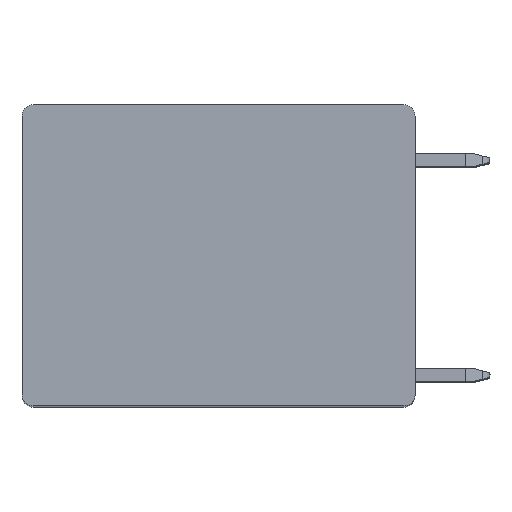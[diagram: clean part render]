
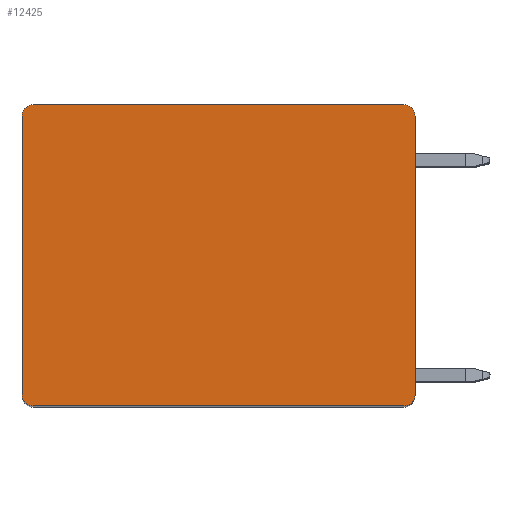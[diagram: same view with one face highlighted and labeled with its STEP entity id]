
A CAD part, top view. The second image highlights one B-rep face of the part: STEP entity #12425.
In plain terms, the highlighted planar face has unit normal (0, 0, 1).
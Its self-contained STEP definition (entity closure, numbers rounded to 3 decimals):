
#3305=CARTESIAN_POINT('',(-11.375,8.55,50.55));
#3306=DIRECTION('',(0.,0.,1.));
#3307=DIRECTION('',(0.,1.,0.));
#3308=AXIS2_PLACEMENT_3D('',#3305,#3306,#3307);
#3310=DIRECTION('',(-1.,0.,0.));
#3311=VECTOR('',#3310,22.75);
#3312=CARTESIAN_POINT('',(11.375,9.25,50.55));
#3313=LINE('',#3312,#3311);
#3314=CARTESIAN_POINT('',(11.375,8.55,50.55));
#3315=DIRECTION('',(0.,0.,1.));
#3316=DIRECTION('',(1.,0.,0.));
#3317=AXIS2_PLACEMENT_3D('',#3314,#3315,#3316);
#3319=DIRECTION('',(0.,1.,0.));
#3320=VECTOR('',#3319,17.1);
#3321=CARTESIAN_POINT('',(12.075,-8.55,50.55));
#3322=LINE('',#3321,#3320);
#3323=CARTESIAN_POINT('',(11.375,-8.55,50.55));
#3324=DIRECTION('',(0.,0.,1.));
#3325=DIRECTION('',(0.,-1.,0.));
#3326=AXIS2_PLACEMENT_3D('',#3323,#3324,#3325);
#3328=DIRECTION('',(1.,0.,0.));
#3329=VECTOR('',#3328,22.75);
#3330=CARTESIAN_POINT('',(-11.375,-9.25,50.55));
#3331=LINE('',#3330,#3329);
#3332=CARTESIAN_POINT('',(-11.375,-8.55,50.55));
#3333=DIRECTION('',(0.,0.,1.));
#3334=DIRECTION('',(-1.,0.,0.));
#3335=AXIS2_PLACEMENT_3D('',#3332,#3333,#3334);
#3337=DIRECTION('',(0.,-1.,0.));
#3338=VECTOR('',#3337,17.1);
#3339=CARTESIAN_POINT('',(-12.075,8.55,50.55));
#3340=LINE('',#3339,#3338);
#6735=CARTESIAN_POINT('',(-11.375,9.25,50.55));
#6736=CARTESIAN_POINT('',(-12.075,8.55,50.55));
#6737=VERTEX_POINT('',#6735);
#6738=VERTEX_POINT('',#6736);
#6743=CARTESIAN_POINT('',(12.075,8.55,50.55));
#6744=VERTEX_POINT('',#6743);
#6745=CARTESIAN_POINT('',(11.375,9.25,50.55));
#6746=VERTEX_POINT('',#6745);
#6751=CARTESIAN_POINT('',(11.375,-9.25,50.55));
#6752=VERTEX_POINT('',#6751);
#6753=CARTESIAN_POINT('',(12.075,-8.55,50.55));
#6754=VERTEX_POINT('',#6753);
#6759=CARTESIAN_POINT('',(-12.075,-8.55,50.55));
#6760=VERTEX_POINT('',#6759);
#6761=CARTESIAN_POINT('',(-11.375,-9.25,50.55));
#6762=VERTEX_POINT('',#6761);
#12410=CARTESIAN_POINT('',(0.,0.,50.55));
#12411=DIRECTION('',(0.,0.,1.));
#12412=DIRECTION('',(1.,0.,0.));
#12413=AXIS2_PLACEMENT_3D('',#12410,#12411,#12412);
#12414=PLANE('',#12413);
#12415=ORIENTED_EDGE('',*,*,#8312,.F.);
#12416=ORIENTED_EDGE('',*,*,#8734,.F.);
#12417=ORIENTED_EDGE('',*,*,#10095,.F.);
#12418=ORIENTED_EDGE('',*,*,#10110,.F.);
#12419=ORIENTED_EDGE('',*,*,#12167,.F.);
#12420=ORIENTED_EDGE('',*,*,#12182,.F.);
#12421=ORIENTED_EDGE('',*,*,#12195,.F.);
#12422=ORIENTED_EDGE('',*,*,#12207,.F.);
#12423=EDGE_LOOP('',(#12415,#12416,#12417,#12418,#12419,#12420,#12421,#12422));
#12424=FACE_OUTER_BOUND('',#12423,.F.);
#3309=CIRCLE('',#3308,0.7);
#3318=CIRCLE('',#3317,0.7);
#3327=CIRCLE('',#3326,0.7);
#3336=CIRCLE('',#3335,0.7);
#8312=EDGE_CURVE('',#6737,#6738,#3309,.T.);
#8734=EDGE_CURVE('',#6746,#6737,#3313,.T.);
#10095=EDGE_CURVE('',#6744,#6746,#3318,.T.);
#10110=EDGE_CURVE('',#6754,#6744,#3322,.T.);
#12167=EDGE_CURVE('',#6752,#6754,#3327,.T.);
#12182=EDGE_CURVE('',#6762,#6752,#3331,.T.);
#12195=EDGE_CURVE('',#6760,#6762,#3336,.T.);
#12207=EDGE_CURVE('',#6738,#6760,#3340,.T.);
#12425=ADVANCED_FACE('',(#12424),#12414,.T.);
